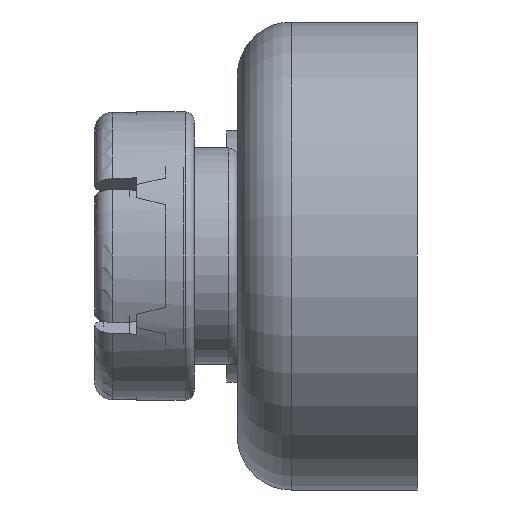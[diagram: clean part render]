
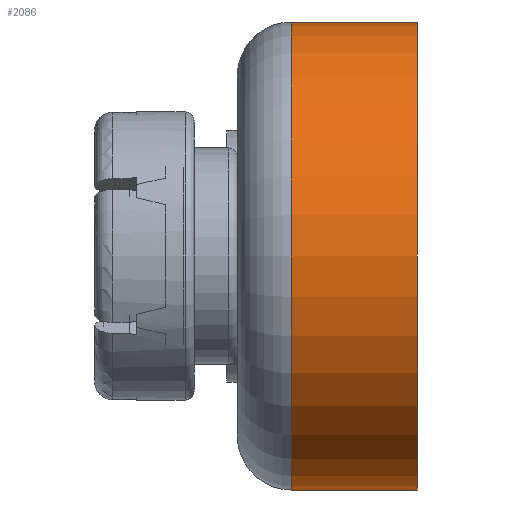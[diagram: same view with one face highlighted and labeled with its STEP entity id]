
A CAD part, left-side view. The second image highlights one B-rep face of the part: STEP entity #2086.
In plain terms, the highlighted cylindrical face has radius 6.5 mm (diameter 13 mm), a partial arc.
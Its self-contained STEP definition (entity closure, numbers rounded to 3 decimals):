
#138 = DIRECTION ( 'NONE',  ( 0., -1., 0. ) ) ;
#200 = AXIS2_PLACEMENT_3D ( 'NONE', #2764, #3097, #2436 ) ;
#282 = CYLINDRICAL_SURFACE ( 'NONE', #1911, 6.5 ) ;
#724 = EDGE_CURVE ( 'NONE', #1560, #950, #3208, .T. ) ;
#950 = VERTEX_POINT ( 'NONE', #3920 ) ;
#1045 = CARTESIAN_POINT ( 'NONE',  ( -6.45, 3.5, 0. ) ) ;
#1234 = DIRECTION ( 'NONE',  ( 0., -1., 0. ) ) ;
#1424 = LINE ( 'NONE', #4162, #3446 ) ;
#1560 = VERTEX_POINT ( 'NONE', #4256 ) ;
#1911 = AXIS2_PLACEMENT_3D ( 'NONE', #3500, #1234, #2197 ) ;
#2086 = ADVANCED_FACE ( 'NONE', ( #2780 ), #282, .T. ) ;
#2097 = DIRECTION ( 'NONE',  ( 0., 0., 1. ) ) ;
#2121 = EDGE_CURVE ( 'NONE', #950, #3379, #1424, .T. ) ;
#2182 = ORIENTED_EDGE ( 'NONE', *, *, #724, .T. ) ;
#2197 = DIRECTION ( 'NONE',  ( 0., 0., -1. ) ) ;
#2215 = DIRECTION ( 'NONE',  ( 0., -1., 0. ) ) ;
#2224 = CARTESIAN_POINT ( 'NONE',  ( -6.45, 5., 6.5 ) ) ;
#2436 = DIRECTION ( 'NONE',  ( 0., 0., 1. ) ) ;
#2506 = ORIENTED_EDGE ( 'NONE', *, *, #3699, .F. ) ;
#2764 = CARTESIAN_POINT ( 'NONE',  ( -6.45, 0., 0. ) ) ;
#2778 = LINE ( 'NONE', #2224, #3593 ) ;
#2780 = FACE_OUTER_BOUND ( 'NONE', #4130, .T. ) ;
#2836 = CARTESIAN_POINT ( 'NONE',  ( -6.45, 0., 6.5 ) ) ;
#2965 = ORIENTED_EDGE ( 'NONE', *, *, #2121, .T. ) ;
#3097 = DIRECTION ( 'NONE',  ( 0., 1., 0. ) ) ;
#3208 = CIRCLE ( 'NONE', #3376, 6.5 ) ;
#3233 = VERTEX_POINT ( 'NONE', #2836 ) ;
#3367 = DIRECTION ( 'NONE',  ( 0., -1., 0. ) ) ;
#3376 = AXIS2_PLACEMENT_3D ( 'NONE', #1045, #3367, #2097 ) ;
#3379 = VERTEX_POINT ( 'NONE', #3668 ) ;
#3446 = VECTOR ( 'NONE', #2215, 1000. ) ;
#3500 = CARTESIAN_POINT ( 'NONE',  ( -6.45, 5., 0. ) ) ;
#3521 = ORIENTED_EDGE ( 'NONE', *, *, #3590, .T. ) ;
#3590 = EDGE_CURVE ( 'NONE', #3379, #3233, #4189, .T. ) ;
#3593 = VECTOR ( 'NONE', #138, 1000. ) ;
#3668 = CARTESIAN_POINT ( 'NONE',  ( -6.45, 0., -6.5 ) ) ;
#3699 = EDGE_CURVE ( 'NONE', #1560, #3233, #2778, .T. ) ;
#3920 = CARTESIAN_POINT ( 'NONE',  ( -6.45, 3.5, -6.5 ) ) ;
#4130 = EDGE_LOOP ( 'NONE', ( #2506, #2182, #2965, #3521 ) ) ;
#4162 = CARTESIAN_POINT ( 'NONE',  ( -6.45, 5., -6.5 ) ) ;
#4189 = CIRCLE ( 'NONE', #200, 6.5 ) ;
#4256 = CARTESIAN_POINT ( 'NONE',  ( -6.45, 3.5, 6.5 ) ) ;
